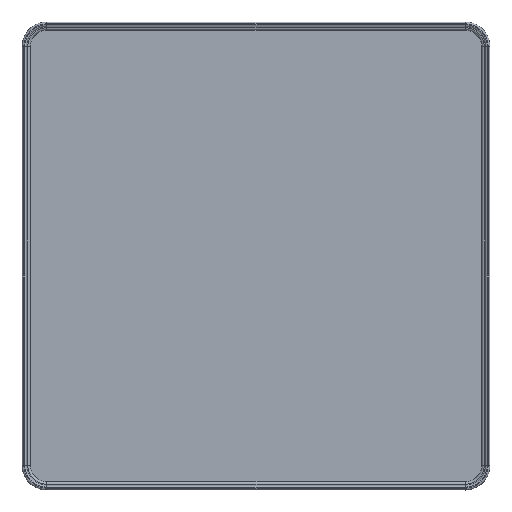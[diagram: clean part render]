
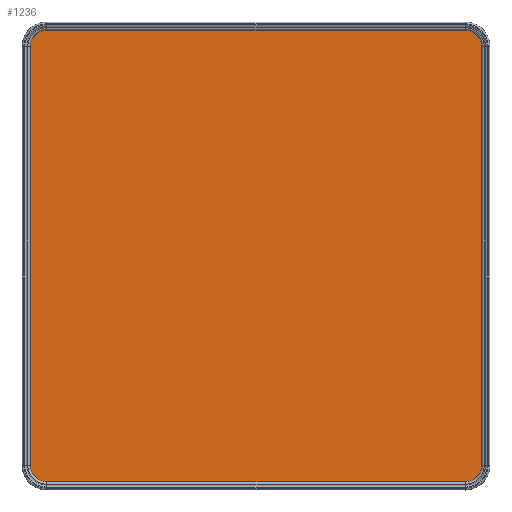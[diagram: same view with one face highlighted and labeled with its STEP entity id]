
A CAD part, top view. The second image highlights one B-rep face of the part: STEP entity #1236.
In plain terms, the highlighted planar face has unit normal (0, 0, 1).
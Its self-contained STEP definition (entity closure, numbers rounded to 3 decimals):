
#86=PLANE('',#1403);
#163=FACE_OUTER_BOUND('',#243,.T.);
#243=EDGE_LOOP('',(#1144,#1145,#1146,#1147,#1148,#1149,#1150,#1151));
#314=CIRCLE('',#1381,7.);
#315=CIRCLE('',#1384,7.);
#318=CIRCLE('',#1394,7.);
#319=CIRCLE('',#1398,7.);
#401=LINE('',#2118,#501);
#405=LINE('',#2127,#505);
#413=LINE('',#2154,#513);
#416=LINE('',#2159,#516);
#501=VECTOR('',#1745,10.);
#505=VECTOR('',#1755,10.);
#513=VECTOR('',#1789,10.);
#516=VECTOR('',#1794,10.);
#613=VERTEX_POINT('',#2115);
#614=VERTEX_POINT('',#2117);
#615=VERTEX_POINT('',#2121);
#616=VERTEX_POINT('',#2125);
#617=VERTEX_POINT('',#2129);
#621=VERTEX_POINT('',#2149);
#622=VERTEX_POINT('',#2153);
#623=VERTEX_POINT('',#2157);
#775=EDGE_CURVE('',#614,#613,#401,.T.);
#778=EDGE_CURVE('',#613,#615,#314,.T.);
#780=EDGE_CURVE('',#615,#616,#405,.T.);
#782=EDGE_CURVE('',#616,#617,#315,.T.);
#790=EDGE_CURVE('',#621,#614,#318,.T.);
#792=EDGE_CURVE('',#622,#621,#413,.T.);
#795=EDGE_CURVE('',#617,#623,#416,.T.);
#796=EDGE_CURVE('',#623,#622,#319,.T.);
#1144=ORIENTED_EDGE('',*,*,#792,.T.);
#1145=ORIENTED_EDGE('',*,*,#790,.T.);
#1146=ORIENTED_EDGE('',*,*,#775,.T.);
#1147=ORIENTED_EDGE('',*,*,#778,.T.);
#1148=ORIENTED_EDGE('',*,*,#780,.T.);
#1149=ORIENTED_EDGE('',*,*,#782,.T.);
#1150=ORIENTED_EDGE('',*,*,#795,.T.);
#1151=ORIENTED_EDGE('',*,*,#796,.T.);
#1236=ADVANCED_FACE('',(#163),#86,.T.);
#1381=AXIS2_PLACEMENT_3D('',#2123,#1750,#1751);
#1384=AXIS2_PLACEMENT_3D('',#2131,#1759,#1760);
#1394=AXIS2_PLACEMENT_3D('',#2150,#1784,#1785);
#1398=AXIS2_PLACEMENT_3D('',#2161,#1797,#1798);
#1403=AXIS2_PLACEMENT_3D('',#2169,#1810,#1811);
#1745=DIRECTION('',(-1.,0.,0.));
#1750=DIRECTION('center_axis',(0.,0.,1.));
#1751=DIRECTION('ref_axis',(0.,1.,0.));
#1755=DIRECTION('',(0.,-1.,0.));
#1759=DIRECTION('center_axis',(0.,0.,1.));
#1760=DIRECTION('ref_axis',(-1.,0.,0.));
#1784=DIRECTION('center_axis',(0.,0.,1.));
#1785=DIRECTION('ref_axis',(1.,0.,0.));
#1789=DIRECTION('',(0.,1.,0.));
#1794=DIRECTION('',(1.,0.,0.));
#1797=DIRECTION('center_axis',(0.,0.,1.));
#1798=DIRECTION('ref_axis',(0.,-1.,0.));
#1810=DIRECTION('center_axis',(0.,0.,1.));
#1811=DIRECTION('ref_axis',(1.,0.,0.));
#2115=CARTESIAN_POINT('',(-87.8,94.8,1.5));
#2117=CARTESIAN_POINT('',(87.8,94.8,1.5));
#2118=CARTESIAN_POINT('',(-43.9,94.8,1.5));
#2121=CARTESIAN_POINT('',(-94.8,87.8,1.5));
#2123=CARTESIAN_POINT('Origin',(-87.8,87.8,1.5));
#2125=CARTESIAN_POINT('',(-94.8,-87.8,1.5));
#2127=CARTESIAN_POINT('',(-94.8,-43.9,1.5));
#2129=CARTESIAN_POINT('',(-87.8,-94.8,1.5));
#2131=CARTESIAN_POINT('Origin',(-87.8,-87.8,1.5));
#2149=CARTESIAN_POINT('',(94.8,87.8,1.5));
#2150=CARTESIAN_POINT('Origin',(87.8,87.8,1.5));
#2153=CARTESIAN_POINT('',(94.8,-87.8,1.5));
#2154=CARTESIAN_POINT('',(94.8,43.9,1.5));
#2157=CARTESIAN_POINT('',(87.8,-94.8,1.5));
#2159=CARTESIAN_POINT('',(43.9,-94.8,1.5));
#2161=CARTESIAN_POINT('Origin',(87.8,-87.8,1.5));
#2169=CARTESIAN_POINT('Origin',(0.,0.,
1.5));
